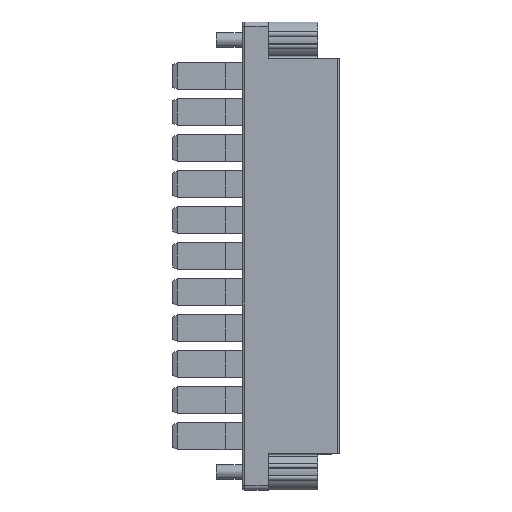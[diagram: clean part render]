
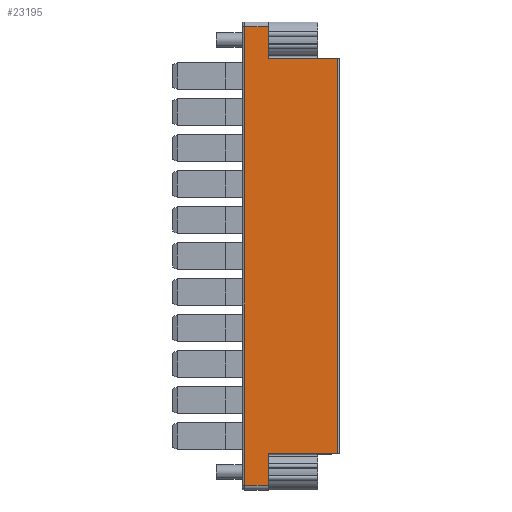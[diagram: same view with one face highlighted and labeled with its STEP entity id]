
A CAD part, top view. The second image highlights one B-rep face of the part: STEP entity #23195.
In plain terms, the highlighted planar face has unit normal (0, 0, 1).
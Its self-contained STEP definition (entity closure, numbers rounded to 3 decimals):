
#13=DIRECTION('',(1.,0.,0.));
#14=VECTOR('',#13,14.75);
#15=CARTESIAN_POINT('',(2.834,0.,9.079));
#16=LINE('',#15,#14);
#3075=DIRECTION('',(-1.,0.,0.));
#3076=VECTOR('',#3075,14.75);
#3077=CARTESIAN_POINT('',(17.584,83.77,9.079));
#3078=LINE('',#3077,#3076);
#3259=DIRECTION('',(0.,1.,0.));
#3260=VECTOR('',#3259,97.01);
#3261=CARTESIAN_POINT('',(-2.166,-6.62,9.079));
#3262=LINE('',#3261,#3260);
#3263=DIRECTION('',(-1.,0.,0.));
#3264=VECTOR('',#3263,5.);
#3265=CARTESIAN_POINT('',(2.834,90.39,9.079));
#3266=LINE('',#3265,#3264);
#3267=DIRECTION('',(0.,-1.,0.));
#3268=VECTOR('',#3267,6.62);
#3269=CARTESIAN_POINT('',(2.834,90.39,9.079));
#3270=LINE('',#3269,#3268);
#3271=DIRECTION('',(0.,1.,0.));
#3272=VECTOR('',#3271,6.62);
#3273=CARTESIAN_POINT('',(2.834,-6.62,9.079));
#3274=LINE('',#3273,#3272);
#3275=DIRECTION('',(-1.,0.,0.));
#3276=VECTOR('',#3275,5.);
#3277=CARTESIAN_POINT('',(2.834,-6.62,9.079));
#3278=LINE('',#3277,#3276);
#3905=DIRECTION('',(0.,1.,0.));
#3906=VECTOR('',#3905,83.77);
#3907=CARTESIAN_POINT('',(17.584,0.,9.079));
#3908=LINE('',#3907,#3906);
#15118=CARTESIAN_POINT('',(17.584,0.,9.079));
#15119=VERTEX_POINT('',#15118);
#15138=CARTESIAN_POINT('',(17.584,83.77,9.079));
#15139=VERTEX_POINT('',#15138);
#17255=CARTESIAN_POINT('',(2.834,90.39,9.079));
#17256=CARTESIAN_POINT('',(2.834,83.77,9.079));
#17257=VERTEX_POINT('',#17255);
#17258=VERTEX_POINT('',#17256);
#17425=CARTESIAN_POINT('',(2.834,0.,9.079));
#17426=VERTEX_POINT('',#17425);
#17551=CARTESIAN_POINT('',(2.834,-6.62,
9.079));
#17552=VERTEX_POINT('',#17551);
#18549=CARTESIAN_POINT('',(-2.166,-6.62,
9.079));
#18550=VERTEX_POINT('',#18549);
#18553=CARTESIAN_POINT('',(-2.166,90.39,
9.079));
#18554=VERTEX_POINT('',#18553);
#23176=CARTESIAN_POINT('',(-2.166,0.,9.079));
#23177=DIRECTION('',(0.,0.,1.));
#23178=DIRECTION('',(1.,0.,0.));
#23179=AXIS2_PLACEMENT_3D('',#23176,#23177,#23178);
#23180=PLANE('',#23179);
#23182=ORIENTED_EDGE('',*,*,#23181,.T.);
#23183=ORIENTED_EDGE('',*,*,#23171,.F.);
#23184=ORIENTED_EDGE('',*,*,#22822,.T.);
#23185=ORIENTED_EDGE('',*,*,#22888,.F.);
#23187=ORIENTED_EDGE('',*,*,#23186,.F.);
#23188=ORIENTED_EDGE('',*,*,#19220,.F.);
#23190=ORIENTED_EDGE('',*,*,#23189,.F.);
#23192=ORIENTED_EDGE('',*,*,#23191,.T.);
#23193=EDGE_LOOP('',(#23182,#23183,#23184,#23185,#23187,#23188,#23190,#23192));
#23194=FACE_OUTER_BOUND('',#23193,.F.);
#23195=ADVANCED_FACE('',(#23194),#23180,.T.);
#19220=EDGE_CURVE('',#17426,#15119,#16,.T.);
#22822=EDGE_CURVE('',#17257,#17258,#3270,.T.);
#22888=EDGE_CURVE('',#15139,#17258,#3078,.T.);
#23171=EDGE_CURVE('',#17257,#18554,#3266,.T.);
#23181=EDGE_CURVE('',#18550,#18554,#3262,.T.);
#23186=EDGE_CURVE('',#15119,#15139,#3908,.T.);
#23189=EDGE_CURVE('',#17552,#17426,#3274,.T.);
#23191=EDGE_CURVE('',#17552,#18550,#3278,.T.);
